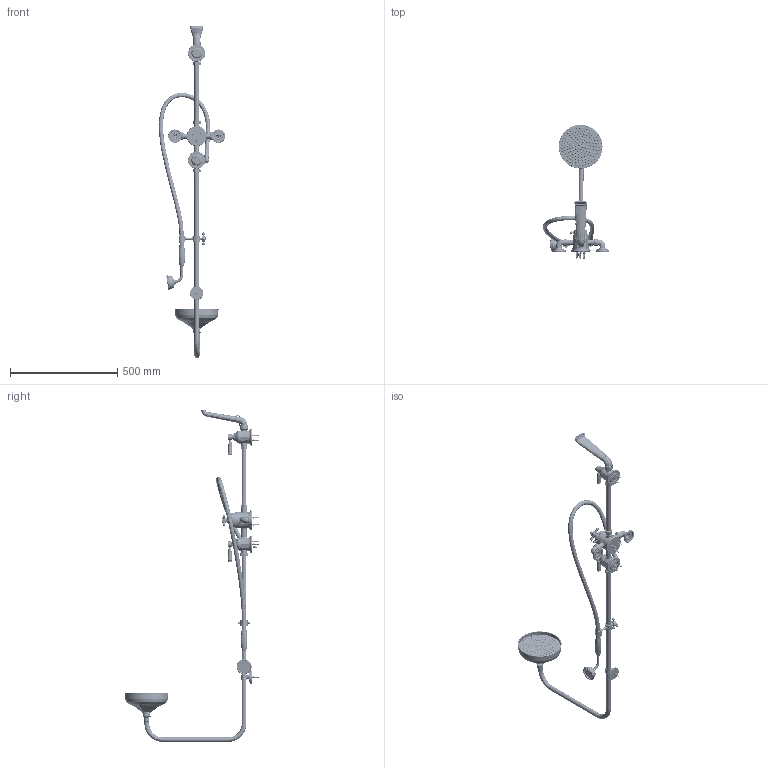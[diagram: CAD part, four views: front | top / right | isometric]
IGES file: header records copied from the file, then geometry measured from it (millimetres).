
Global section: file name: V2K4A-XC; native system: Autodesk Inventor 2018; preprocessor: unknown; author: aprice; date: 20181024.124710; units: millimetre
Bounding box: 309.62 x 628.09 x 1549.79 mm (x, y, z)
Volume: 2967890.8 mm3; surface area: 1090883 mm2
Topology: 183 solids, 199 shells, 7658 faces, 21416 edges, 14519 vertices
Faces by surface type: bspline 7658
